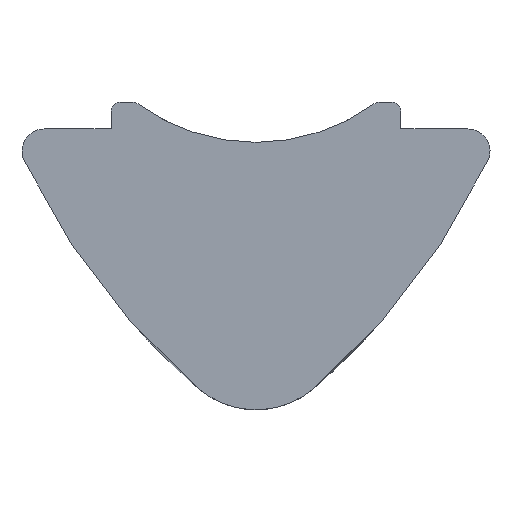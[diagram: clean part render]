
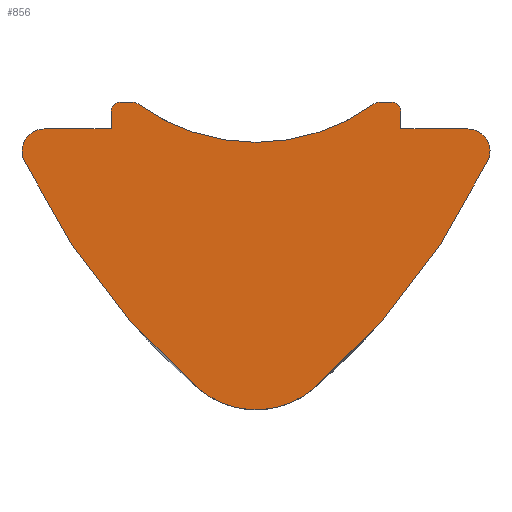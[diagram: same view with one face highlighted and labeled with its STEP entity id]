
A CAD part, front view. The second image highlights one B-rep face of the part: STEP entity #856.
In plain terms, the highlighted planar face has unit normal (0, -1, 0).
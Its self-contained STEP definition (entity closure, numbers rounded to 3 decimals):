
#5 = VECTOR ( 'NONE', #135, 1000. ) ;
#21 = VERTEX_POINT ( 'NONE', #846 ) ;
#25 = PLANE ( 'NONE',  #106 ) ;
#39 = ORIENTED_EDGE ( 'NONE', *, *, #371, .F. ) ;
#45 = LINE ( 'NONE', #68, #1024 ) ;
#49 = ORIENTED_EDGE ( 'NONE', *, *, #152, .F. ) ;
#50 = EDGE_CURVE ( 'NONE', #350, #945, #999, .T. ) ;
#58 = CARTESIAN_POINT ( 'NONE',  ( -4.753, -29., -0.5 ) ) ;
#64 = CARTESIAN_POINT ( 'NONE',  ( 2.766, -29., 0.6 ) ) ;
#65 = EDGE_LOOP ( 'NONE', ( #1147, #619, #1137, #719, #49, #133, #739, #941, #620, #835, #39, #857, #575, #704, #269, #378, #395 ) ) ;
#68 = CARTESIAN_POINT ( 'NONE',  ( -3.25, -29., 0. ) ) ;
#74 = EDGE_CURVE ( 'NONE', #647, #502, #630, .T. ) ;
#77 = CIRCLE ( 'NONE', #759, 0.5 ) ;
#86 = CARTESIAN_POINT ( 'NONE',  ( 3.25, -29., 0. ) ) ;
#106 = AXIS2_PLACEMENT_3D ( 'NONE', #204, #742, #285 ) ;
#112 = DIRECTION ( 'NONE',  ( -1., 0., 0. ) ) ;
#119 = VECTOR ( 'NONE', #224, 1000. ) ;
#133 = ORIENTED_EDGE ( 'NONE', *, *, #1103, .F. ) ;
#135 = DIRECTION ( 'NONE',  ( 0., 0., 1. ) ) ;
#136 = DIRECTION ( 'NONE',  ( 0., 1., 0. ) ) ;
#139 = DIRECTION ( 'NONE',  ( -1., 0., 0. ) ) ;
#149 = CARTESIAN_POINT ( 'NONE',  ( 2.766, -29., 0.6 ) ) ;
#152 = EDGE_CURVE ( 'NONE', #1123, #350, #249, .T. ) ;
#153 = DIRECTION ( 'NONE',  ( 0., 1., 0. ) ) ;
#155 = FACE_OUTER_BOUND ( 'NONE', #65, .T. ) ;
#156 = CIRCLE ( 'NONE', #642, 0.2 ) ;
#158 = CIRCLE ( 'NONE', #203, 0.2 ) ;
#162 = CARTESIAN_POINT ( 'NONE',  ( -2.766, -29., 0.6 ) ) ;
#169 = AXIS2_PLACEMENT_3D ( 'NONE', #586, #136, #692 ) ;
#203 = AXIS2_PLACEMENT_3D ( 'NONE', #507, #976, #1060 ) ;
#204 = CARTESIAN_POINT ( 'NONE',  ( -3.05, -29., 0.4 ) ) ;
#207 = LINE ( 'NONE', #469, #851 ) ;
#209 = VERTEX_POINT ( 'NONE', #417 ) ;
#212 = VERTEX_POINT ( 'NONE', #86 ) ;
#219 = AXIS2_PLACEMENT_3D ( 'NONE', #711, #153, #230 ) ;
#223 = CARTESIAN_POINT ( 'NONE',  ( 3.25, -29., 0.4 ) ) ;
#224 = DIRECTION ( 'NONE',  ( -1., 0., 0. ) ) ;
#230 = DIRECTION ( 'NONE',  ( -1., 0., 0. ) ) ;
#245 = EDGE_CURVE ( 'NONE', #557, #502, #1160, .T. ) ;
#249 = CIRCLE ( 'NONE', #169, 16. ) ;
#259 = CARTESIAN_POINT ( 'NONE',  ( -3.05, -29., 0.6 ) ) ;
#266 = CIRCLE ( 'NONE', #414, 16. ) ;
#267 = VECTOR ( 'NONE', #872, 1000. ) ;
#269 = ORIENTED_EDGE ( 'NONE', *, *, #1092, .F. ) ;
#271 = AXIS2_PLACEMENT_3D ( 'NONE', #58, #592, #139 ) ;
#281 = DIRECTION ( 'NONE',  ( -1., 0., 0. ) ) ;
#283 = VERTEX_POINT ( 'NONE', #162 ) ;
#285 = DIRECTION ( 'NONE',  ( -1., 0., 0. ) ) ;
#297 = VERTEX_POINT ( 'NONE', #1151 ) ;
#298 = AXIS2_PLACEMENT_3D ( 'NONE', #783, #407, #879 ) ;
#329 = LINE ( 'NONE', #223, #5 ) ;
#337 = VERTEX_POINT ( 'NONE', #259 ) ;
#350 = VERTEX_POINT ( 'NONE', #824 ) ;
#371 = EDGE_CURVE ( 'NONE', #647, #918, #156, .T. ) ;
#372 = CARTESIAN_POINT ( 'NONE',  ( -3.05, -29., 0.4 ) ) ;
#375 = DIRECTION ( 'NONE',  ( 0., 1., 0. ) ) ;
#378 = ORIENTED_EDGE ( 'NONE', *, *, #480, .T. ) ;
#395 = ORIENTED_EDGE ( 'NONE', *, *, #816, .F. ) ;
#397 = AXIS2_PLACEMENT_3D ( 'NONE', #811, #1099, #443 ) ;
#400 = CARTESIAN_POINT ( 'NONE',  ( -5.253, -29., -0.5 ) ) ;
#407 = DIRECTION ( 'NONE',  ( 0., 1., 0. ) ) ;
#414 = AXIS2_PLACEMENT_3D ( 'NONE', #473, #837, #838 ) ;
#417 = CARTESIAN_POINT ( 'NONE',  ( -2.648, -29., 0.562 ) ) ;
#418 = DIRECTION ( 'NONE',  ( 0., 0., -1. ) ) ;
#425 = CIRCLE ( 'NONE', #694, 0.2 ) ;
#427 = CARTESIAN_POINT ( 'NONE',  ( 3.25, -29., 0. ) ) ;
#443 = DIRECTION ( 'NONE',  ( -1., 0., 0. ) ) ;
#469 = CARTESIAN_POINT ( 'NONE',  ( -3.05, -29., 0.6 ) ) ;
#473 = CARTESIAN_POINT ( 'NONE',  ( -9.2, -29., 6.25 ) ) ;
#474 = EDGE_CURVE ( 'NONE', #297, #1072, #266, .T. ) ;
#480 = EDGE_CURVE ( 'NONE', #283, #337, #207, .T. ) ;
#492 = EDGE_CURVE ( 'NONE', #945, #591, #699, .T. ) ;
#494 = CARTESIAN_POINT ( 'NONE',  ( -4.753, -29., 0. ) ) ;
#501 = DIRECTION ( 'NONE',  ( -1., 0., 0. ) ) ;
#502 = VERTEX_POINT ( 'NONE', #64 ) ;
#507 = CARTESIAN_POINT ( 'NONE',  ( -2.766, -29., 0.4 ) ) ;
#517 = VERTEX_POINT ( 'NONE', #686 ) ;
#518 = CARTESIAN_POINT ( 'NONE',  ( -4.753, -29., 0. ) ) ;
#541 = EDGE_CURVE ( 'NONE', #212, #918, #329, .T. ) ;
#557 = VERTEX_POINT ( 'NONE', #1057 ) ;
#575 = ORIENTED_EDGE ( 'NONE', *, *, #245, .F. ) ;
#586 = CARTESIAN_POINT ( 'NONE',  ( 9.2, -29., 6.25 ) ) ;
#591 = VERTEX_POINT ( 'NONE', #494 ) ;
#592 = DIRECTION ( 'NONE',  ( 0., 1., 0. ) ) ;
#619 = ORIENTED_EDGE ( 'NONE', *, *, #1030, .T. ) ;
#620 = ORIENTED_EDGE ( 'NONE', *, *, #680, .T. ) ;
#630 = LINE ( 'NONE', #149, #119 ) ;
#642 = AXIS2_PLACEMENT_3D ( 'NONE', #899, #1105, #281 ) ;
#647 = VERTEX_POINT ( 'NONE', #865 ) ;
#658 = LINE ( 'NONE', #518, #267 ) ;
#665 = DIRECTION ( 'NONE',  ( -1., 0., 0. ) ) ;
#680 = EDGE_CURVE ( 'NONE', #517, #212, #971, .T. ) ;
#683 = CARTESIAN_POINT ( 'NONE',  ( 0., -29., -4.303 ) ) ;
#686 = CARTESIAN_POINT ( 'NONE',  ( 4.753, -29., 0. ) ) ;
#692 = DIRECTION ( 'NONE',  ( -1., 0., 0. ) ) ;
#694 = AXIS2_PLACEMENT_3D ( 'NONE', #372, #375, #112 ) ;
#695 = CARTESIAN_POINT ( 'NONE',  ( -1.314, -29., -5.81 ) ) ;
#699 = CIRCLE ( 'NONE', #298, 0.5 ) ;
#702 = CARTESIAN_POINT ( 'NONE',  ( 1.314, -29., -5.81 ) ) ;
#704 = ORIENTED_EDGE ( 'NONE', *, *, #745, .F. ) ;
#711 = CARTESIAN_POINT ( 'NONE',  ( 2.766, -29., 0.4 ) ) ;
#719 = ORIENTED_EDGE ( 'NONE', *, *, #50, .F. ) ;
#734 = VECTOR ( 'NONE', #805, 1000. ) ;
#739 = ORIENTED_EDGE ( 'NONE', *, *, #474, .F. ) ;
#742 = DIRECTION ( 'NONE',  ( 0., 1., 0. ) ) ;
#745 = EDGE_CURVE ( 'NONE', #209, #557, #802, .T. ) ;
#759 = AXIS2_PLACEMENT_3D ( 'NONE', #1114, #765, #501 ) ;
#765 = DIRECTION ( 'NONE',  ( 0., 1., 0. ) ) ;
#783 = CARTESIAN_POINT ( 'NONE',  ( -4.753, -29., -0.5 ) ) ;
#802 = CIRCLE ( 'NONE', #397, 4.5 ) ;
#805 = DIRECTION ( 'NONE',  ( -1., 0., 0. ) ) ;
#811 = CARTESIAN_POINT ( 'NONE',  ( 0., -29., 4.2 ) ) ;
#816 = EDGE_CURVE ( 'NONE', #1108, #337, #425, .T. ) ;
#824 = CARTESIAN_POINT ( 'NONE',  ( -5.203, -29., -0.718 ) ) ;
#835 = ORIENTED_EDGE ( 'NONE', *, *, #541, .T. ) ;
#837 = DIRECTION ( 'NONE',  ( 0., 1., 0. ) ) ;
#838 = DIRECTION ( 'NONE',  ( -1., 0., 0. ) ) ;
#846 = CARTESIAN_POINT ( 'NONE',  ( -3.25, -29., 0. ) ) ;
#851 = VECTOR ( 'NONE', #665, 1000. ) ;
#856 = ADVANCED_FACE ( 'NONE', ( #155 ), #25, .F. ) ;
#857 = ORIENTED_EDGE ( 'NONE', *, *, #74, .T. ) ;
#860 = CARTESIAN_POINT ( 'NONE',  ( 3.25, -29., 0.4 ) ) ;
#865 = CARTESIAN_POINT ( 'NONE',  ( 3.05, -29., 0.6 ) ) ;
#872 = DIRECTION ( 'NONE',  ( -1., 0., 0. ) ) ;
#877 = EDGE_CURVE ( 'NONE', #517, #297, #77, .T. ) ;
#878 = DIRECTION ( 'NONE',  ( 0., 1., 0. ) ) ;
#879 = DIRECTION ( 'NONE',  ( -1., 0., 0. ) ) ;
#899 = CARTESIAN_POINT ( 'NONE',  ( 3.05, -29., 0.4 ) ) ;
#918 = VERTEX_POINT ( 'NONE', #860 ) ;
#941 = ORIENTED_EDGE ( 'NONE', *, *, #877, .F. ) ;
#945 = VERTEX_POINT ( 'NONE', #400 ) ;
#953 = CIRCLE ( 'NONE', #1113, 2. ) ;
#971 = LINE ( 'NONE', #427, #734 ) ;
#976 = DIRECTION ( 'NONE',  ( 0., 1., 0. ) ) ;
#999 = CIRCLE ( 'NONE', #271, 0.5 ) ;
#1024 = VECTOR ( 'NONE', #418, 1000. ) ;
#1030 = EDGE_CURVE ( 'NONE', #21, #591, #658, .T. ) ;
#1055 = EDGE_CURVE ( 'NONE', #1108, #21, #45, .T. ) ;
#1056 = DIRECTION ( 'NONE',  ( -1., 0., 0. ) ) ;
#1057 = CARTESIAN_POINT ( 'NONE',  ( 2.648, -29., 0.562 ) ) ;
#1060 = DIRECTION ( 'NONE',  ( -1., 0., 0. ) ) ;
#1072 = VERTEX_POINT ( 'NONE', #702 ) ;
#1092 = EDGE_CURVE ( 'NONE', #283, #209, #158, .T. ) ;
#1099 = DIRECTION ( 'NONE',  ( 0., -1., 0. ) ) ;
#1103 = EDGE_CURVE ( 'NONE', #1072, #1123, #953, .T. ) ;
#1105 = DIRECTION ( 'NONE',  ( 0., 1., 0. ) ) ;
#1108 = VERTEX_POINT ( 'NONE', #1144 ) ;
#1113 = AXIS2_PLACEMENT_3D ( 'NONE', #683, #878, #1056 ) ;
#1114 = CARTESIAN_POINT ( 'NONE',  ( 4.753, -29., -0.5 ) ) ;
#1123 = VERTEX_POINT ( 'NONE', #695 ) ;
#1137 = ORIENTED_EDGE ( 'NONE', *, *, #492, .F. ) ;
#1144 = CARTESIAN_POINT ( 'NONE',  ( -3.25, -29., 0.4 ) ) ;
#1147 = ORIENTED_EDGE ( 'NONE', *, *, #1055, .T. ) ;
#1151 = CARTESIAN_POINT ( 'NONE',  ( 5.203, -29., -0.718 ) ) ;
#1160 = CIRCLE ( 'NONE', #219, 0.2 ) ;
